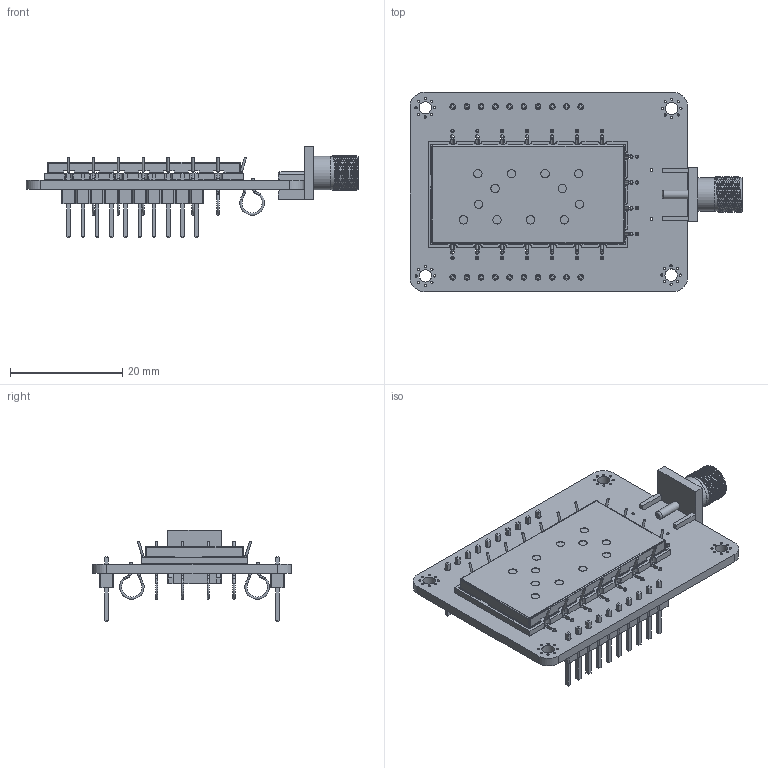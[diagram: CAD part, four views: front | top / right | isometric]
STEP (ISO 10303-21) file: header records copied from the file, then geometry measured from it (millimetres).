
FILE_DESCRIPTION(('KiCad electronic assembly'),'2;1');
FILE_NAME('sa8x8-breakout.step','2024-08-21T12:16:49',('Pcbnew'),( 'Kicad'),'Open CASCADE STEP processor 7.7','KiCad to STEP converter' ,'Unknown');
FILE_SCHEMA(('AUTOMOTIVE_DESIGN { 1 0 10303 214 1 1 1 1 }'));
Length unit declared in the file: millimetre
Products named in the file (10): sa8x8-breakout 1; flexypin; (Unsaved); SMA_Molex_73251-1153_EdgeMount_Horizontal; SA868; SA818 v44; PinHeader_1x10_P2.54mm_Vertical; PinHeader_1x10_P254mm_Vertical; sa8x8-breakout_PCB
Assembly tree (27 placements, depth 3):
  sa8x8-breakout 1
    flexypin  x18
      (Unsaved)
    SMA_Molex_73251-1153_EdgeMount_Horizontal
      SMA_Molex_73251-1153_EdgeMount_Horizontal
    SA868
      SA818 v44
    PinHeader_1x10_P2.54mm_Vertical  x2
      PinHeader_1x10_P254mm_Vertical
    sa8x8-breakout_PCB
Bounding box: 59.27 x 35.56 x 16.25 mm (x, y, z)
Volume: 4445.8 mm3; surface area: 9685.7 mm2
Topology: 108 solids, 108 shells, 2161 faces, 5231 edges, 3361 vertices
Faces by surface type: plane 1267, cylinder 514, torus 205, bspline 153, cone 22
Full cylindrical faces by diameter (mm): 0.1 x21, 0.2 x4, 0.4 x87, 0.46 x2, 0.6 x18, 1 x22, 1.5 x12, 1.52 x1, 1.6 x1, 2.2 x4, 5.9 x12, 6 x1, 6.3 x11
Entity records: 56933 total; most frequent: CARTESIAN_POINT 16931, ORIENTED_EDGE 7726, DIRECTION 7050, EDGE_CURVE 3863, LINE 2624, VECTOR 2624, VERTEX_POINT 2521, AXIS2_PLACEMENT_3D 2213
